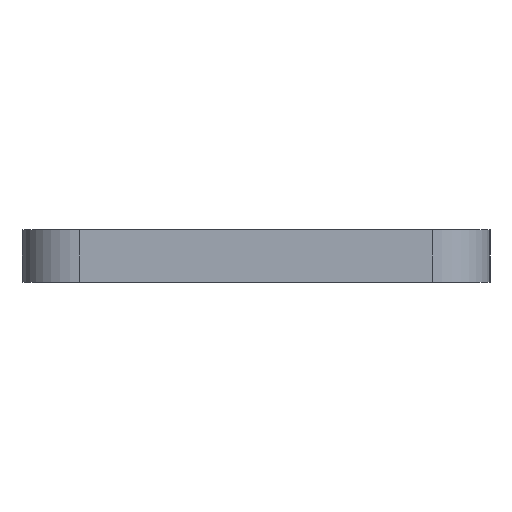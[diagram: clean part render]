
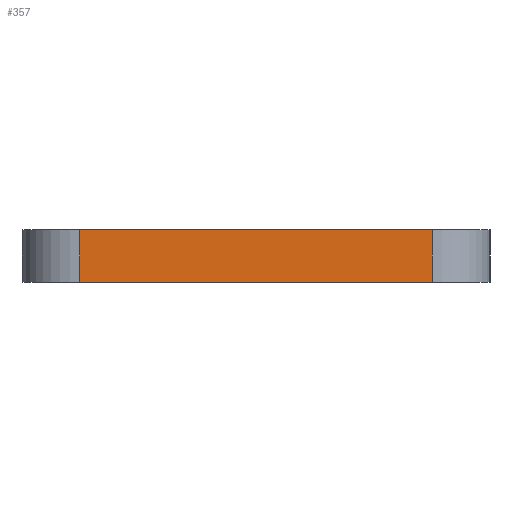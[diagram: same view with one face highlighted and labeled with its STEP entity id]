
A CAD part, left-side view. The second image highlights one B-rep face of the part: STEP entity #357.
In plain terms, the highlighted planar face has unit normal (-1, 0, 0).
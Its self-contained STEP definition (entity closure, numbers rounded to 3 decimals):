
#31=PLANE('',#405);
#45=FACE_OUTER_BOUND('',#63,.T.);
#63=EDGE_LOOP('',(#273,#274,#275,#276));
#97=LINE('',#585,#121);
#98=LINE('',#587,#122);
#99=LINE('',#589,#123);
#100=LINE('',#590,#124);
#121=VECTOR('',#483,10.);
#122=VECTOR('',#484,10.);
#123=VECTOR('',#485,10.);
#124=VECTOR('',#486,10.);
#177=VERTEX_POINT('',#583);
#178=VERTEX_POINT('',#584);
#179=VERTEX_POINT('',#586);
#180=VERTEX_POINT('',#588);
#217=EDGE_CURVE('',#177,#178,#97,.T.);
#218=EDGE_CURVE('',#177,#179,#98,.T.);
#219=EDGE_CURVE('',#180,#179,#99,.T.);
#220=EDGE_CURVE('',#178,#180,#100,.T.);
#273=ORIENTED_EDGE('',*,*,#217,.F.);
#274=ORIENTED_EDGE('',*,*,#218,.T.);
#275=ORIENTED_EDGE('',*,*,#219,.F.);
#276=ORIENTED_EDGE('',*,*,#220,.F.);
#357=ADVANCED_FACE('',(#45),#31,.T.);
#405=AXIS2_PLACEMENT_3D('',#582,#481,#482);
#481=DIRECTION('center_axis',(-1.,0.,0.));
#482=DIRECTION('ref_axis',(0.,-1.,0.));
#483=DIRECTION('',(0.,1.,0.));
#484=DIRECTION('',(0.,0.,1.));
#485=DIRECTION('',(0.,-1.,0.));
#486=DIRECTION('',(0.,0.,1.));
#582=CARTESIAN_POINT('Origin',(36.551,-64.173,1.6));
#583=CARTESIAN_POINT('',(36.55,-84.311,1.6));
#584=CARTESIAN_POINT('',(36.551,-64.173,1.6));
#585=CARTESIAN_POINT('',(36.55,-84.311,1.6));
#586=CARTESIAN_POINT('',(36.55,-84.311,4.6));
#587=CARTESIAN_POINT('',(36.55,-84.311,1.6));
#588=CARTESIAN_POINT('',(36.551,-64.173,4.6));
#589=CARTESIAN_POINT('',(36.55,-84.311,4.6));
#590=CARTESIAN_POINT('',(36.551,-64.173,1.6));
